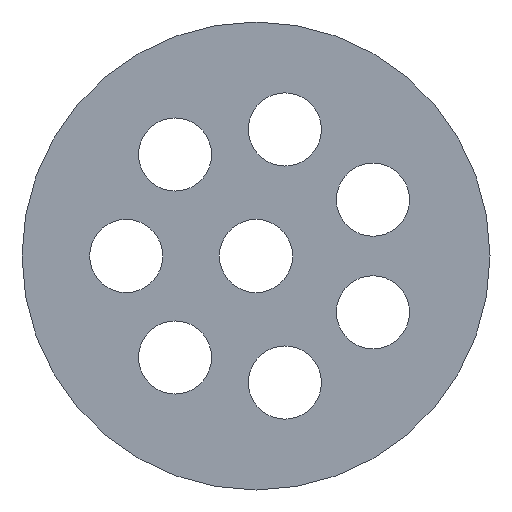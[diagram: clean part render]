
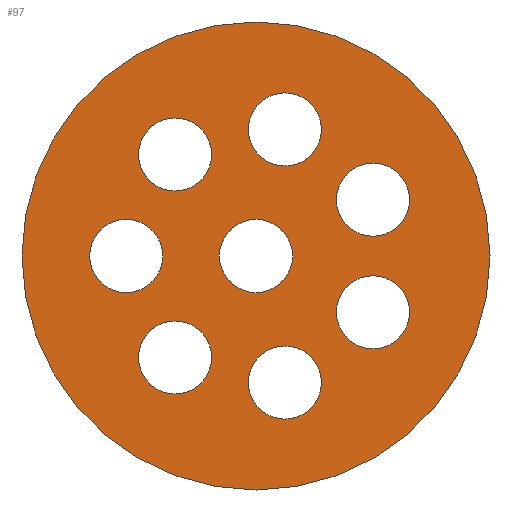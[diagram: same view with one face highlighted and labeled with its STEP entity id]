
A CAD part, left-side view. The second image highlights one B-rep face of the part: STEP entity #97.
In plain terms, the highlighted planar face has unit normal (-1, 0, 0).
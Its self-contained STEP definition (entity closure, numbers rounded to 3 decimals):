
#97 = ADVANCED_FACE( '', ( #212, #213, #214, #215, #216, #217, #218, #219, #220 ), #221, .F. );
#212 = FACE_BOUND( '', #357, .T. );
#213 = FACE_BOUND( '', #358, .T. );
#214 = FACE_BOUND( '', #359, .T. );
#215 = FACE_BOUND( '', #360, .T. );
#216 = FACE_BOUND( '', #361, .T. );
#217 = FACE_BOUND( '', #362, .T. );
#218 = FACE_BOUND( '', #363, .T. );
#219 = FACE_BOUND( '', #364, .T. );
#220 = FACE_OUTER_BOUND( '', #365, .T. );
#221 = PLANE( '', #366 );
#357 = EDGE_LOOP( '', ( #584 ) );
#358 = EDGE_LOOP( '', ( #585 ) );
#359 = EDGE_LOOP( '', ( #586 ) );
#360 = EDGE_LOOP( '', ( #587 ) );
#361 = EDGE_LOOP( '', ( #588 ) );
#362 = EDGE_LOOP( '', ( #589 ) );
#363 = EDGE_LOOP( '', ( #590 ) );
#364 = EDGE_LOOP( '', ( #591 ) );
#365 = EDGE_LOOP( '', ( #592 ) );
#366 = AXIS2_PLACEMENT_3D( '', #593, #594, #595 );
#584 = ORIENTED_EDGE( '', *, *, #817, .T. );
#585 = ORIENTED_EDGE( '', *, *, #842, .T. );
#586 = ORIENTED_EDGE( '', *, *, #823, .T. );
#587 = ORIENTED_EDGE( '', *, *, #844, .T. );
#588 = ORIENTED_EDGE( '', *, *, #845, .T. );
#589 = ORIENTED_EDGE( '', *, *, #790, .T. );
#590 = ORIENTED_EDGE( '', *, *, #820, .T. );
#591 = ORIENTED_EDGE( '', *, *, #846, .T. );
#592 = ORIENTED_EDGE( '', *, *, #798, .F. );
#593 = CARTESIAN_POINT( '', ( 0., 0., 0. ) );
#594 = DIRECTION( '', ( 1., 0., 0. ) );
#595 = DIRECTION( '', ( 0., 0., -1. ) );
#790 = EDGE_CURVE( '', #940, #940, #941, .T. );
#798 = EDGE_CURVE( '', #954, #954, #955, .T. );
#817 = EDGE_CURVE( '', #983, #983, #984, .T. );
#820 = EDGE_CURVE( '', #988, #988, #989, .T. );
#823 = EDGE_CURVE( '', #993, #993, #994, .T. );
#842 = EDGE_CURVE( '', #1020, #1020, #1021, .T. );
#844 = EDGE_CURVE( '', #1023, #1023, #1024, .T. );
#845 = EDGE_CURVE( '', #1025, #1025, #1026, .T. );
#846 = EDGE_CURVE( '', #1027, #1027, #1028, .T. );
#940 = VERTEX_POINT( '', #1146 );
#941 = CIRCLE( '', #1147, 2. );
#954 = VERTEX_POINT( '', #1164 );
#955 = CIRCLE( '', #1165, 12.8 );
#983 = VERTEX_POINT( '', #1205 );
#984 = CIRCLE( '', #1206, 2. );
#988 = VERTEX_POINT( '', #1210 );
#989 = CIRCLE( '', #1211, 2. );
#993 = VERTEX_POINT( '', #1215 );
#994 = CIRCLE( '', #1216, 2. );
#1020 = VERTEX_POINT( '', #1249 );
#1021 = CIRCLE( '', #1250, 2. );
#1023 = VERTEX_POINT( '', #1252 );
#1024 = CIRCLE( '', #1253, 2. );
#1025 = VERTEX_POINT( '', #1254 );
#1026 = CIRCLE( '', #1255, 2. );
#1027 = VERTEX_POINT( '', #1256 );
#1028 = CIRCLE( '', #1257, 2. );
#1146 = CARTESIAN_POINT( '', ( 0., -6.397, -5.081 ) );
#1147 = AXIS2_PLACEMENT_3D( '', #1374, #1375, #1376 );
#1164 = CARTESIAN_POINT( '', ( 0., 0., -12.8 ) );
#1165 = AXIS2_PLACEMENT_3D( '', #1384, #1385, #1386 );
#1205 = CARTESIAN_POINT( '', ( 0., -1.58, 4.922 ) );
#1206 = AXIS2_PLACEMENT_3D( '', #1402, #1403, #1404 );
#1210 = CARTESIAN_POINT( '', ( 0., 4.427, -7.551 ) );
#1211 = AXIS2_PLACEMENT_3D( '', #1408, #1409, #1410 );
#1215 = CARTESIAN_POINT( '', ( 0., -6.397, 1.081 ) );
#1216 = AXIS2_PLACEMENT_3D( '', #1414, #1415, #1416 );
#1249 = CARTESIAN_POINT( '', ( 0., 4.427, 3.551 ) );
#1250 = AXIS2_PLACEMENT_3D( '', #1439, #1440, #1441 );
#1252 = CARTESIAN_POINT( '', ( 0., 0., -2. ) );
#1253 = AXIS2_PLACEMENT_3D( '', #1442, #1443, #1444 );
#1254 = CARTESIAN_POINT( '', ( 0., 7.1, -2. ) );
#1255 = AXIS2_PLACEMENT_3D( '', #1445, #1446, #1447 );
#1256 = CARTESIAN_POINT( '', ( 0., -1.58, -8.922 ) );
#1257 = AXIS2_PLACEMENT_3D( '', #1448, #1449, #1450 );
#1374 = CARTESIAN_POINT( '', ( 0., -6.397, -3.081 ) );
#1375 = DIRECTION( '', ( 1., 0., 0. ) );
#1376 = DIRECTION( '', ( 0., 0., -1. ) );
#1384 = CARTESIAN_POINT( '', ( 0., 0., 0. ) );
#1385 = DIRECTION( '', ( 1., 0., 0. ) );
#1386 = DIRECTION( '', ( 0., 0., -1. ) );
#1402 = CARTESIAN_POINT( '', ( 0., -1.58, 6.922 ) );
#1403 = DIRECTION( '', ( 1., 0., 0. ) );
#1404 = DIRECTION( '', ( 0., 0., -1. ) );
#1408 = CARTESIAN_POINT( '', ( 0., 4.427, -5.551 ) );
#1409 = DIRECTION( '', ( 1., 0., 0. ) );
#1410 = DIRECTION( '', ( 0., 0., -1. ) );
#1414 = CARTESIAN_POINT( '', ( 0., -6.397, 3.081 ) );
#1415 = DIRECTION( '', ( 1., 0., 0. ) );
#1416 = DIRECTION( '', ( 0., 0., -1. ) );
#1439 = CARTESIAN_POINT( '', ( 0., 4.427, 5.551 ) );
#1440 = DIRECTION( '', ( 1., 0., 0. ) );
#1441 = DIRECTION( '', ( 0., 0., -1. ) );
#1442 = CARTESIAN_POINT( '', ( 0., 0., 0. ) );
#1443 = DIRECTION( '', ( 1., 0., 0. ) );
#1444 = DIRECTION( '', ( 0., 0., -1. ) );
#1445 = CARTESIAN_POINT( '', ( 0., 7.1, 0. ) );
#1446 = DIRECTION( '', ( 1., 0., 0. ) );
#1447 = DIRECTION( '', ( 0., 0., -1. ) );
#1448 = CARTESIAN_POINT( '', ( 0., -1.58, -6.922 ) );
#1449 = DIRECTION( '', ( 1., 0., 0. ) );
#1450 = DIRECTION( '', ( 0., 0., -1. ) );
